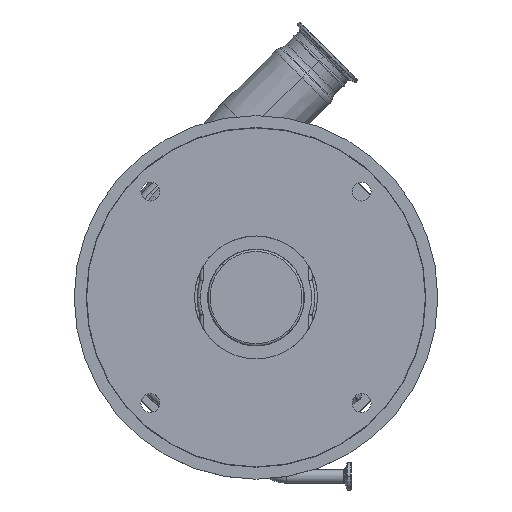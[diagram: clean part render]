
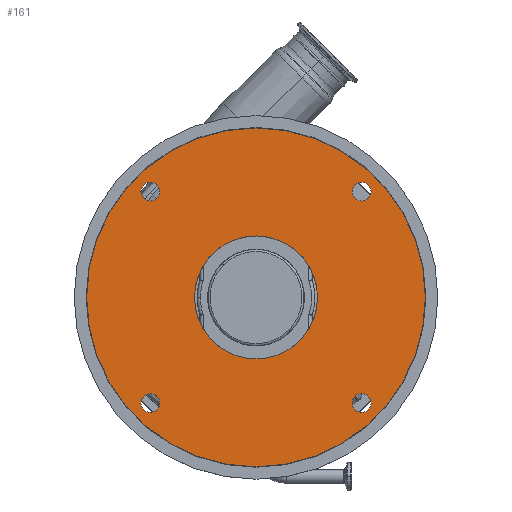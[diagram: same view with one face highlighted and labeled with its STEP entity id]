
A CAD part, top view. The second image highlights one B-rep face of the part: STEP entity #161.
In plain terms, the highlighted planar face has unit normal (0, 0, 1).
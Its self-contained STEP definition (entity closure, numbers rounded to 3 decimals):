
#28 = AXIS2_PLACEMENT_3D ( 'NONE', #11385, #7685, #96 ) ;
#96 = DIRECTION ( 'NONE',  ( 1., 0., 0. ) ) ;
#161 = ADVANCED_FACE ( 'NONE', ( #14681, #9506, #9584, #2146, #6069, #11971 ), #12216, .T. ) ;
#709 = EDGE_CURVE ( 'NONE', #12027, #7636, #8761, .T. ) ;
#756 = EDGE_CURVE ( 'NONE', #13142, #9431, #7976, .T. ) ;
#804 = DIRECTION ( 'NONE',  ( 1., 0., 0. ) ) ;
#827 = DIRECTION ( 'NONE',  ( 0., 0., 1. ) ) ;
#1054 = CARTESIAN_POINT ( 'NONE',  ( 98.783, -98.783, 190.5 ) ) ;
#1383 = DIRECTION ( 'NONE',  ( 1., 0., 0. ) ) ;
#1599 = CIRCLE ( 'NONE', #4466, 8.75 ) ;
#1654 = CIRCLE ( 'NONE', #10289, 158.4 ) ;
#1656 = EDGE_CURVE ( 'NONE', #11185, #14598, #12774, .T. ) ;
#1661 = EDGE_CURVE ( 'NONE', #3079, #5846, #12511, .T. ) ;
#1744 = DIRECTION ( 'NONE',  ( 1., 0., 0. ) ) ;
#2146 = FACE_BOUND ( 'NONE', #14421, .T. ) ;
#2248 = ORIENTED_EDGE ( 'NONE', *, *, #5040, .F. ) ;
#2777 = DIRECTION ( 'NONE',  ( 0., 0., 1. ) ) ;
#2839 = CARTESIAN_POINT ( 'NONE',  ( 158.4, 0., 190.5 ) ) ;
#2953 = VERTEX_POINT ( 'NONE', #3193 ) ;
#3079 = VERTEX_POINT ( 'NONE', #10308 ) ;
#3123 = DIRECTION ( 'NONE',  ( 0., 0., 1. ) ) ;
#3193 = CARTESIAN_POINT ( 'NONE',  ( -107.533, 98.783, 190.5 ) ) ;
#3265 = CARTESIAN_POINT ( 'NONE',  ( -90.033, -98.783, 190.5 ) ) ;
#3290 = DIRECTION ( 'NONE',  ( 1., 0., 0. ) ) ;
#3515 = EDGE_CURVE ( 'NONE', #14598, #11185, #4207, .T. ) ;
#3566 = DIRECTION ( 'NONE',  ( 0., 0., 1. ) ) ;
#3835 = CARTESIAN_POINT ( 'NONE',  ( 107.533, -98.783, 190.5 ) ) ;
#4015 = CARTESIAN_POINT ( 'NONE',  ( 0., 0., 190.5 ) ) ;
#4207 = CIRCLE ( 'NONE', #7051, 8.75 ) ;
#4466 = AXIS2_PLACEMENT_3D ( 'NONE', #11220, #10320, #15309 ) ;
#4589 = EDGE_LOOP ( 'NONE', ( #7427, #2248 ) ) ;
#4764 = EDGE_CURVE ( 'NONE', #7636, #12027, #11513, .T. ) ;
#4922 = AXIS2_PLACEMENT_3D ( 'NONE', #12970, #7951, #7873 ) ;
#4977 = CARTESIAN_POINT ( 'NONE',  ( 57.5, 0., 190.5 ) ) ;
#5040 = EDGE_CURVE ( 'NONE', #14622, #11873, #8366, .T. ) ;
#5107 = EDGE_CURVE ( 'NONE', #2953, #15468, #1599, .T. ) ;
#5120 = AXIS2_PLACEMENT_3D ( 'NONE', #1054, #12194, #6041 ) ;
#5171 = DIRECTION ( 'NONE',  ( 1., 0., 0. ) ) ;
#5451 = EDGE_LOOP ( 'NONE', ( #9818, #12149 ) ) ;
#5591 = DIRECTION ( 'NONE',  ( 1., 0., 0. ) ) ;
#5593 = DIRECTION ( 'NONE',  ( 1., 0., 0. ) ) ;
#5603 = EDGE_CURVE ( 'NONE', #15468, #2953, #10751, .T. ) ;
#5752 = AXIS2_PLACEMENT_3D ( 'NONE', #10581, #827, #5591 ) ;
#5800 = CARTESIAN_POINT ( 'NONE',  ( -158.4, 0., 190.5 ) ) ;
#5846 = VERTEX_POINT ( 'NONE', #12457 ) ;
#5852 = DIRECTION ( 'NONE',  ( 1., 0., 0. ) ) ;
#6041 = DIRECTION ( 'NONE',  ( 1., 0., 0. ) ) ;
#6069 = FACE_BOUND ( 'NONE', #5451, .T. ) ;
#6249 = CIRCLE ( 'NONE', #6512, 8.75 ) ;
#6512 = AXIS2_PLACEMENT_3D ( 'NONE', #12083, #3566, #5852 ) ;
#7051 = AXIS2_PLACEMENT_3D ( 'NONE', #9081, #12789, #5171 ) ;
#7131 = EDGE_LOOP ( 'NONE', ( #8097, #11969 ) ) ;
#7425 = DIRECTION ( 'NONE',  ( 1., 0., 0. ) ) ;
#7427 = ORIENTED_EDGE ( 'NONE', *, *, #14177, .F. ) ;
#7636 = VERTEX_POINT ( 'NONE', #7927 ) ;
#7655 = ORIENTED_EDGE ( 'NONE', *, *, #4764, .F. ) ;
#7677 = ORIENTED_EDGE ( 'NONE', *, *, #709, .F. ) ;
#7685 = DIRECTION ( 'NONE',  ( 0., 0., 1. ) ) ;
#7869 = DIRECTION ( 'NONE',  ( 0., 0., 1. ) ) ;
#7873 = DIRECTION ( 'NONE',  ( 1., 0., 0. ) ) ;
#7927 = CARTESIAN_POINT ( 'NONE',  ( 90.033, -98.783, 190.5 ) ) ;
#7951 = DIRECTION ( 'NONE',  ( 0., 0., 1. ) ) ;
#7976 = CIRCLE ( 'NONE', #8506, 158.4 ) ;
#8097 = ORIENTED_EDGE ( 'NONE', *, *, #756, .T. ) ;
#8243 = CARTESIAN_POINT ( 'NONE',  ( 0., 0., 190.5 ) ) ;
#8278 = ORIENTED_EDGE ( 'NONE', *, *, #3515, .F. ) ;
#8336 = ORIENTED_EDGE ( 'NONE', *, *, #1656, .F. ) ;
#8366 = CIRCLE ( 'NONE', #28, 57.5 ) ;
#8506 = AXIS2_PLACEMENT_3D ( 'NONE', #15953, #3123, #7425 ) ;
#8549 = CARTESIAN_POINT ( 'NONE',  ( -90.033, 98.783, 190.5 ) ) ;
#8761 = CIRCLE ( 'NONE', #5120, 8.75 ) ;
#8948 = ORIENTED_EDGE ( 'NONE', *, *, #5603, .F. ) ;
#9081 = CARTESIAN_POINT ( 'NONE',  ( -98.783, -98.783, 190.5 ) ) ;
#9335 = CIRCLE ( 'NONE', #10910, 57.5 ) ;
#9366 = ORIENTED_EDGE ( 'NONE', *, *, #5107, .F. ) ;
#9431 = VERTEX_POINT ( 'NONE', #5800 ) ;
#9506 = FACE_BOUND ( 'NONE', #12300, .T. ) ;
#9584 = FACE_BOUND ( 'NONE', #11876, .T. ) ;
#9693 = CARTESIAN_POINT ( 'NONE',  ( -107.533, -98.783, 190.5 ) ) ;
#9818 = ORIENTED_EDGE ( 'NONE', *, *, #1661, .F. ) ;
#10172 = EDGE_CURVE ( 'NONE', #9431, #13142, #1654, .T. ) ;
#10289 = AXIS2_PLACEMENT_3D ( 'NONE', #8243, #12024, #804 ) ;
#10308 = CARTESIAN_POINT ( 'NONE',  ( 107.533, 98.783, 190.5 ) ) ;
#10320 = DIRECTION ( 'NONE',  ( 0., 0., 1. ) ) ;
#10581 = CARTESIAN_POINT ( 'NONE',  ( 98.783, -98.783, 190.5 ) ) ;
#10751 = CIRCLE ( 'NONE', #12858, 8.75 ) ;
#10910 = AXIS2_PLACEMENT_3D ( 'NONE', #4015, #2777, #1383 ) ;
#10991 = DIRECTION ( 'NONE',  ( 0., 0., 1. ) ) ;
#11185 = VERTEX_POINT ( 'NONE', #3265 ) ;
#11220 = CARTESIAN_POINT ( 'NONE',  ( -98.783, 98.783, 190.5 ) ) ;
#11380 = AXIS2_PLACEMENT_3D ( 'NONE', #14838, #10991, #3290 ) ;
#11385 = CARTESIAN_POINT ( 'NONE',  ( 0., 0., 190.5 ) ) ;
#11513 = CIRCLE ( 'NONE', #5752, 8.75 ) ;
#11873 = VERTEX_POINT ( 'NONE', #4977 ) ;
#11876 = EDGE_LOOP ( 'NONE', ( #8336, #8278 ) ) ;
#11969 = ORIENTED_EDGE ( 'NONE', *, *, #10172, .T. ) ;
#11971 = FACE_BOUND ( 'NONE', #4589, .T. ) ;
#12024 = DIRECTION ( 'NONE',  ( 0., 0., 1. ) ) ;
#12027 = VERTEX_POINT ( 'NONE', #3835 ) ;
#12083 = CARTESIAN_POINT ( 'NONE',  ( 98.783, 98.783, 190.5 ) ) ;
#12149 = ORIENTED_EDGE ( 'NONE', *, *, #15560, .F. ) ;
#12194 = DIRECTION ( 'NONE',  ( 0., 0., 1. ) ) ;
#12216 = PLANE ( 'NONE',  #11380 ) ;
#12300 = EDGE_LOOP ( 'NONE', ( #8948, #9366 ) ) ;
#12457 = CARTESIAN_POINT ( 'NONE',  ( 90.033, 98.783, 190.5 ) ) ;
#12511 = CIRCLE ( 'NONE', #16153, 8.75 ) ;
#12774 = CIRCLE ( 'NONE', #4922, 8.75 ) ;
#12789 = DIRECTION ( 'NONE',  ( 0., 0., 1. ) ) ;
#12809 = CARTESIAN_POINT ( 'NONE',  ( 98.783, 98.783, 190.5 ) ) ;
#12858 = AXIS2_PLACEMENT_3D ( 'NONE', #14034, #7869, #1744 ) ;
#12970 = CARTESIAN_POINT ( 'NONE',  ( -98.783, -98.783, 190.5 ) ) ;
#13142 = VERTEX_POINT ( 'NONE', #2839 ) ;
#13476 = CARTESIAN_POINT ( 'NONE',  ( -57.5, 0., 190.5 ) ) ;
#14034 = CARTESIAN_POINT ( 'NONE',  ( -98.783, 98.783, 190.5 ) ) ;
#14177 = EDGE_CURVE ( 'NONE', #11873, #14622, #9335, .T. ) ;
#14421 = EDGE_LOOP ( 'NONE', ( #7677, #7655 ) ) ;
#14598 = VERTEX_POINT ( 'NONE', #9693 ) ;
#14622 = VERTEX_POINT ( 'NONE', #13476 ) ;
#14681 = FACE_OUTER_BOUND ( 'NONE', #7131, .T. ) ;
#14838 = CARTESIAN_POINT ( 'NONE',  ( 0., 0., 190.5 ) ) ;
#15258 = DIRECTION ( 'NONE',  ( 0., 0., 1. ) ) ;
#15309 = DIRECTION ( 'NONE',  ( 1., 0., 0. ) ) ;
#15468 = VERTEX_POINT ( 'NONE', #8549 ) ;
#15560 = EDGE_CURVE ( 'NONE', #5846, #3079, #6249, .T. ) ;
#15953 = CARTESIAN_POINT ( 'NONE',  ( 0., 0., 190.5 ) ) ;
#16153 = AXIS2_PLACEMENT_3D ( 'NONE', #12809, #15258, #5593 ) ;
